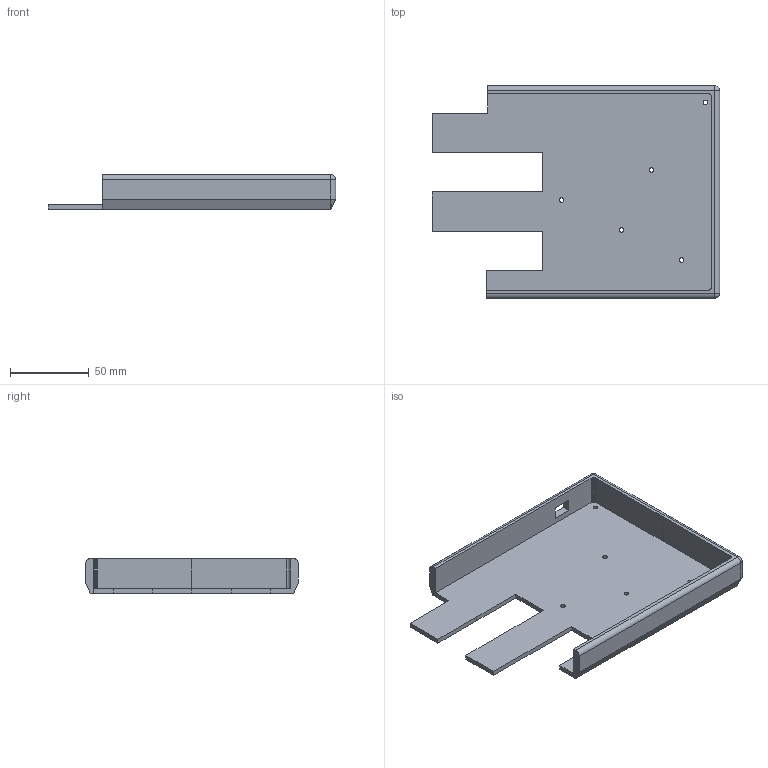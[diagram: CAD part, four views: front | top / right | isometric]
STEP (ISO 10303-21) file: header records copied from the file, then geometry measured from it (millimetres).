
FILE_DESCRIPTION(/* description */ ('STEP AP214'),/* implementation_level */ '2;1');
FILE_NAME(/* name */ '60243c48721dad102db8fa14',/* time_stamp */ '2021-02-10T20:04:24+00:00',/* author */ (''),/* organization */ (''),/* preprocessor_version */ 'ST-DEVELOPER v18.1',/* originating_system */ ' ',/* authorisation */ ' ');
FILE_SCHEMA (('AUTOMOTIVE_DESIGN {1 0 10303 214 3 1 1}'));
Length unit declared in the file: metre
Products named in the file (1): Right Side
Bounding box: 182.29 x 134.88 x 22 mm (x, y, z)
Volume: 94057.5 mm3; surface area: 56822.2 mm2
Topology: 1 solids, 1 shells, 73 faces, 210 edges, 135 vertices
Faces by surface type: plane 58, cylinder 11, sphere 2, cone 2
Full cylindrical faces by diameter (mm): 2.9 x5
Entity records: 2310 total; most frequent: CARTESIAN_POINT 400, ORIENTED_EDGE 392, DIRECTION 366, EDGE_CURVE 196, LINE 174, VECTOR 174, VERTEX_POINT 130, AXIS2_PLACEMENT_3D 96
